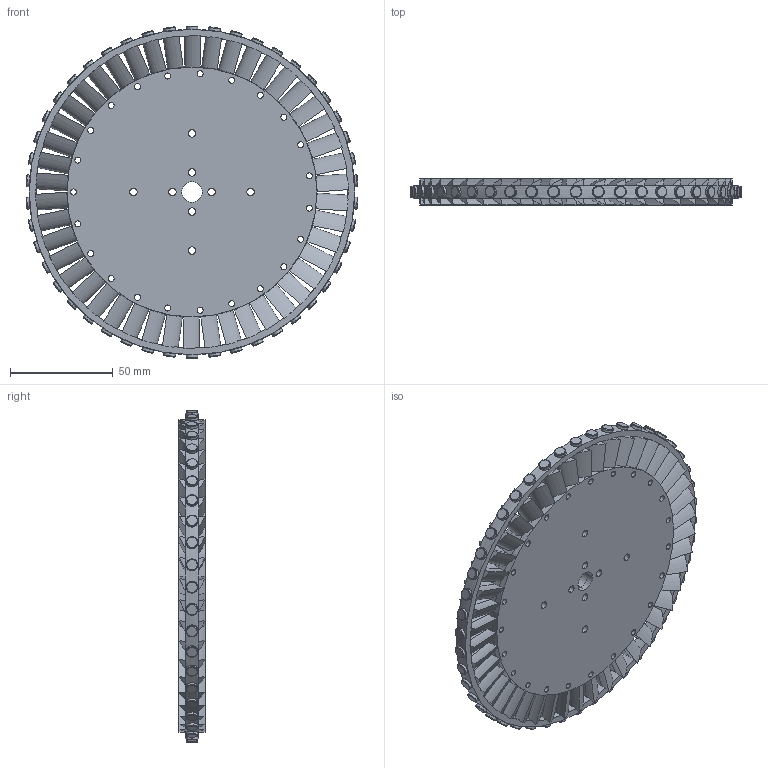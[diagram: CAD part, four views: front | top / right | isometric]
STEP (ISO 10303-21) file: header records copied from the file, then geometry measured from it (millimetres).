
FILE_DESCRIPTION (( 'STEP AP214' ), '1' );
FILE_NAME ('[TP] [Turb] Rotor22.STEP', '2024-04-22T01:15:52', ( '' ), ( '' ), 'SwSTEP 2.0', 'SolidWorks 2023', '' );
FILE_SCHEMA (( 'AUTOMOTIVE_DESIGN' ));
Length unit declared in the file: millimetre
Products named in the file (7): [TP] [Turb] Rotor Outer Plate; [TP] [Turb] Rotor Blade Mount; [TP] [Turb] Rotor Blade; [TP] [Turb] Rotor Blade Retaining Ring; [TP] [Turb] Blade Retaining Bolt - 92220A146_92220A146; [TP] [Turb] Rotor Central Spacer; [TP] [Turb] Rotor22
Assembly tree (97 placements, depth 2):
  [TP] [Turb] Rotor22
    [TP] [Turb] Rotor Blade  x46
    [TP] [Turb] Rotor Outer Plate  x2
    [TP] [Turb] Rotor Blade Mount
    [TP] [Turb] Blade Retaining Bolt - 92220A146_92220A146  x46
    [TP] [Turb] Rotor Central Spacer
    [TP] [Turb] Rotor Blade Retaining Ring
Bounding box: 161.89 x 12.7 x 161.93 mm (x, y, z)
Volume: 148854.9 mm3; surface area: 132672.9 mm2
Topology: 97 solids, 97 shells, 1198 faces, 2806 edges, 1840 vertices
Faces by surface type: cylinder 766, plane 248, bspline 92, cone 92
Entity records: 23016 total; most frequent: CARTESIAN_POINT 12235, ORIENTED_EDGE 2156, DIRECTION 1930, EDGE_CURVE 1078, AXIS2_PLACEMENT_3D 777, VERTEX_POINT 718, EDGE_LOOP 684, B_SPLINE_CURVE_WITH_KNOTS 384
